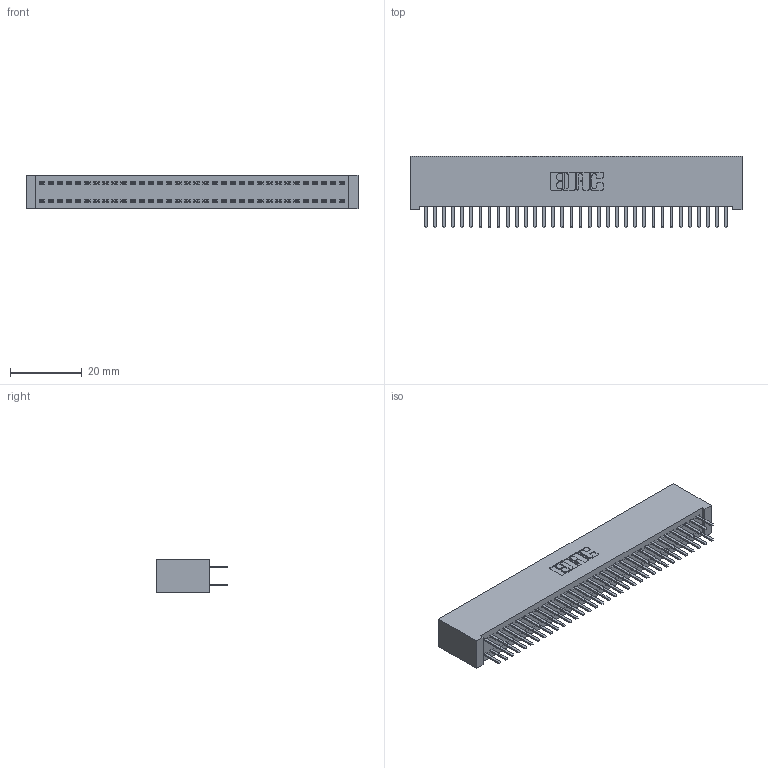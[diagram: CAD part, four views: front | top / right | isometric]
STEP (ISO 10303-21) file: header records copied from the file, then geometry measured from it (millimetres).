
FILE_DESCRIPTION (( 'STEP AP203' ), '1' );
FILE_NAME ('342-068-520-201.STEP', '2019-10-03T15:16:45', ( '' ), ( '' ), 'SwSTEP 2.0', 'SolidWorks 2016', '' );
FILE_SCHEMA (( 'CONFIG_CONTROL_DESIGN' ));
Length unit declared in the file: inch
Products named in the file (3): 345-292-001_345-293-120; 342-068-520-201; 342 Part_Lugless
Assembly tree (69 placements, depth 2):
  342-068-520-201
    342 Part_Lugless
    345-292-001_345-293-120  x68
Bounding box: 92.61 x 20.02 x 9.4 mm (x, y, z)
Volume: 8692.6 mm3; surface area: 14328 mm2
Topology: 69 solids, 69 shells, 3910 faces, 11359 edges, 7390 vertices
Faces by surface type: plane 2646, cylinder 1264
Entity records: 22613 total; most frequent: CARTESIAN_POINT 3766, ORIENTED_EDGE 3690, DIRECTION 3213, EDGE_CURVE 1845, VECTOR 1721, LINE 1721, VERTEX_POINT 1226, AXIS2_PLACEMENT_3D 746
